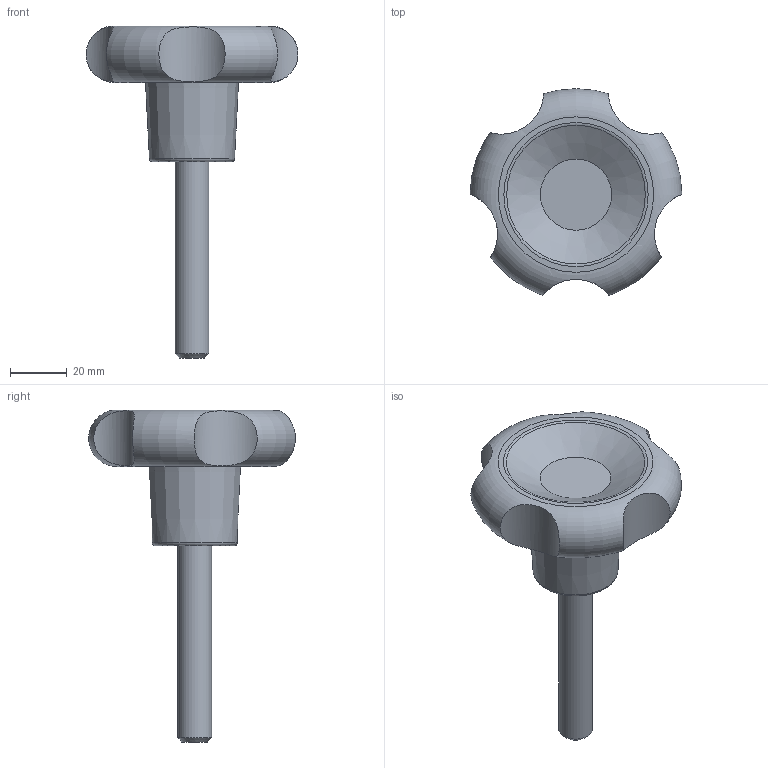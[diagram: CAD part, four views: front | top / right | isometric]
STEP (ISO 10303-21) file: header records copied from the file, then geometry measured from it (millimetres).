
FILE_DESCRIPTION( ( 'Unknown' ), '1' );
FILE_NAME( '6121020_VUP75_M12x70.stp', 'Unknown', ( 'Unknown' ), ( 'Unknown' ), 'PSStep 11.0', 'Unknown', ' ' );
FILE_SCHEMA( ( 'AUTOMOTIVE_DESIGN { 1 0 10303 214 1 1 1 1 }' ) );
Length unit declared in the file: millimetre
Products named in the file (1): 6121020
Bounding box: 74.97 x 73.12 x 117.5 mm (x, y, z)
Volume: 84320.2 mm3; surface area: 19587.4 mm2
Topology: 1 solids, 2 shells, 36 faces, 92 edges, 63 vertices
Faces by surface type: plane 16, cylinder 9, cone 6, torus 5
Full cylindrical faces by diameter (mm): 12 x1, 18 x2, 21.1 x1
Entity records: 1820 total; most frequent: CARTESIAN_POINT 750, DIRECTION 156, ORIENTED_EDGE 128, AXIS2_PLACEMENT_3D 72, EDGE_LOOP 70, EDGE_CURVE 64, VERTEX_POINT 52, FACE_OUTER_BOUND 45
